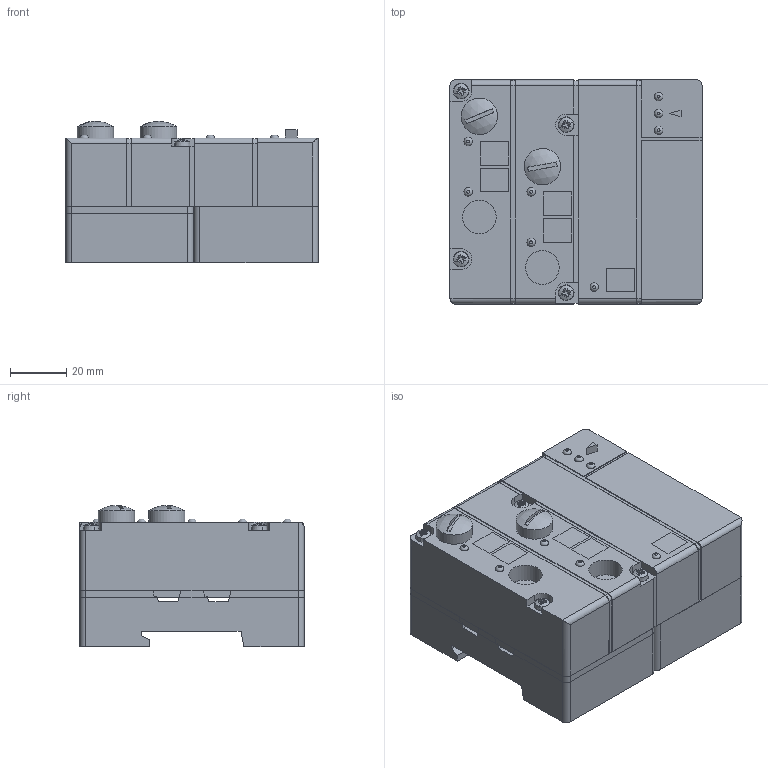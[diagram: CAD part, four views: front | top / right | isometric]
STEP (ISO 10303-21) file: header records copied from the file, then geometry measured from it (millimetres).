
FILE_DESCRIPTION(/* description */ ('Alibre Inc.'),/* implementation_level */ '2;1');
FILE_NAME(/* name */ 'export0',/* time_stamp */ '2018-01-10T08:22:38+01:00',/* author */ (''),/* organization */ (''),/* preprocessor_version */ 'ST-DEVELOPER v14',/* originating_system */ 'Alibre',/* authorisation */ '');
FILE_SCHEMA (('AUTOMOTIVE_DESIGN'));
Length unit declared in the file: centimetre
Products named in the file (9): BENE INOX | 210216-3X30
Bounding box: 90 x 80 x 50.48 mm (x, y, z)
Volume: 274522.1 mm3; surface area: 77123 mm2
Topology: 24 solids, 28 shells, 545 faces, 1305 edges, 858 vertices
Faces by surface type: plane 374, cylinder 127, torus 16, cone 16, sphere 12
Full cylindrical faces by diameter (mm): 2 x2, 2.5 x5, 3 x23, 3.5 x16, 5 x2, 6 x3, 8 x2, 10 x2, 12 x6, 13 x2
Entity records: 10067 total; most frequent: CARTESIAN_POINT 1723, ORIENTED_EDGE 1606, DIRECTION 1541, EDGE_CURVE 803, AXIS2_PLACEMENT_3D 614, VERTEX_POINT 565, VECTOR 530, LINE 530
